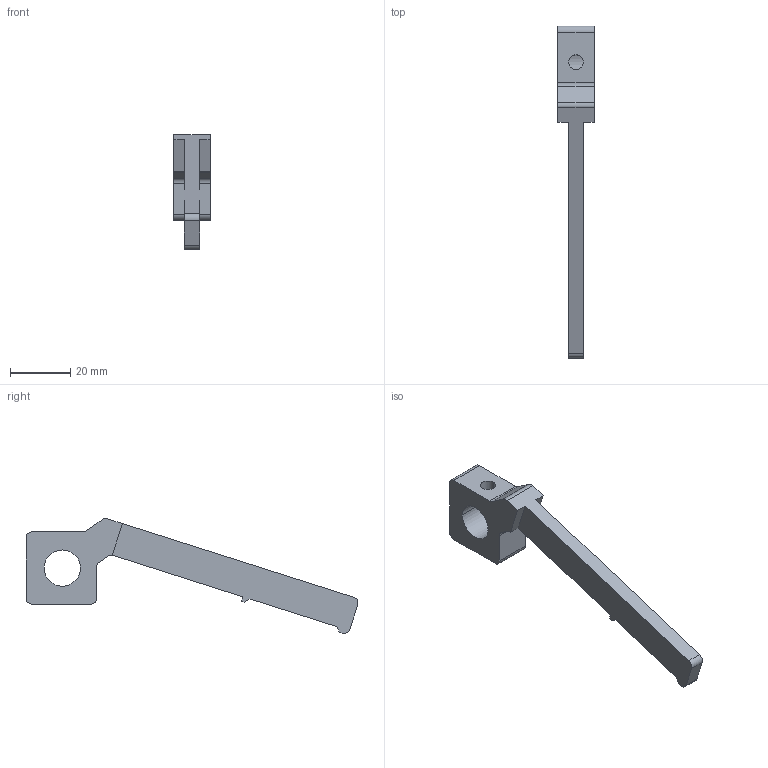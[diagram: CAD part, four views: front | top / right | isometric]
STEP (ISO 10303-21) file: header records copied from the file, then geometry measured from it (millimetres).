
FILE_DESCRIPTION(('CATIA V5 STEP Exchange'),'2;1');
FILE_NAME('PIECECW.stp','2021-07-09T17:19:47+00:00',('none'),('none'),'CATIA Version 5-6 Release 2016 SP5 HF35','CATIA V5 STEP AP203','none');
FILE_SCHEMA(('CONFIG_CONTROL_DESIGN'));
Length unit declared in the file: millimetre
Products named in the file (1): PART1
Bounding box: 12 x 109.82 x 38.02 mm (x, y, z)
Volume: 10877.3 mm3; surface area: 5544.4 mm2
Topology: 1 solids, 1 shells, 34 faces, 96 edges, 64 vertices
Faces by surface type: plane 21, cylinder 13
Entity records: 1136 total; most frequent: CARTESIAN_POINT 221, ORIENTED_EDGE 192, DIRECTION 155, EDGE_CURVE 96, VECTOR 67, LINE 67, VERTEX_POINT 64, AXIS2_PLACEMENT_3D 58
